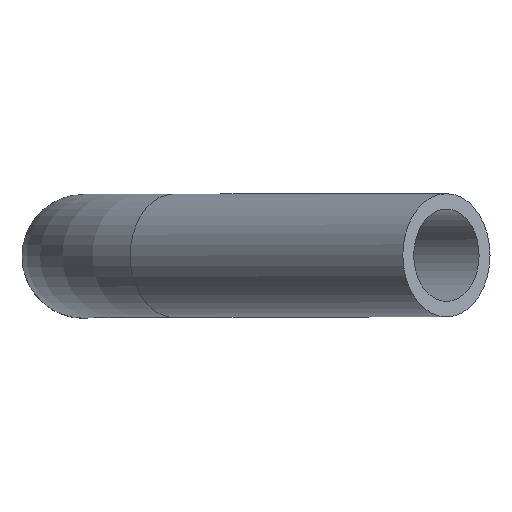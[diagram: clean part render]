
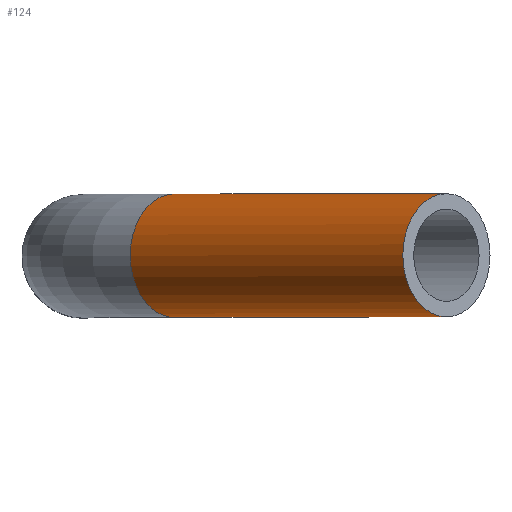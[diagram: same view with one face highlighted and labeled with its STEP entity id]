
A CAD part, top view. The second image highlights one B-rep face of the part: STEP entity #124.
In plain terms, the highlighted cylindrical face has radius 4 mm (diameter 8 mm), a full revolution.
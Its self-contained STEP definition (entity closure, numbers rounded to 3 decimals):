
#33=FACE_OUTER_BOUND('',#41,.T.);
#41=EDGE_LOOP('',(#101,#102,#103,#104));
#50=LINE('',#231,#54);
#54=VECTOR('',#192,4.);
#61=CIRCLE('',#158,4.);
#62=CIRCLE('',#159,4.);
#71=VERTEX_POINT('',#228);
#72=VERTEX_POINT('',#230);
#82=EDGE_CURVE('',#71,#71,#61,.T.);
#83=EDGE_CURVE('',#71,#72,#50,.T.);
#84=EDGE_CURVE('',#72,#72,#62,.T.);
#101=ORIENTED_EDGE('',*,*,#82,.T.);
#102=ORIENTED_EDGE('',*,*,#83,.T.);
#103=ORIENTED_EDGE('',*,*,#84,.F.);
#104=ORIENTED_EDGE('',*,*,#83,.F.);
#119=CYLINDRICAL_SURFACE('',#157,4.);
#124=ADVANCED_FACE('',(#33),#119,.T.);
#157=AXIS2_PLACEMENT_3D('',#227,#188,#189);
#158=AXIS2_PLACEMENT_3D('',#229,#190,#191);
#159=AXIS2_PLACEMENT_3D('',#232,#193,#194);
#188=DIRECTION('center_axis',(0.707,0.,0.707));
#189=DIRECTION('ref_axis',(-0.707,0.,0.707));
#190=DIRECTION('center_axis',(-0.707,0.,-0.707));
#191=DIRECTION('ref_axis',(-0.707,0.,0.707));
#192=DIRECTION('',(-0.707,0.,-0.707));
#193=DIRECTION('center_axis',(-0.707,0.,-0.707));
#194=DIRECTION('ref_axis',(-0.707,0.,0.707));
#227=CARTESIAN_POINT('Origin',(5.858,0.,39.158));
#228=CARTESIAN_POINT('',(26.375,0.,54.018));
#229=CARTESIAN_POINT('Origin',(23.547,0.,56.847));
#230=CARTESIAN_POINT('',(8.686,0.,36.329));
#231=CARTESIAN_POINT('',(8.686,0.,36.329));
#232=CARTESIAN_POINT('Origin',(5.858,0.,39.158));
